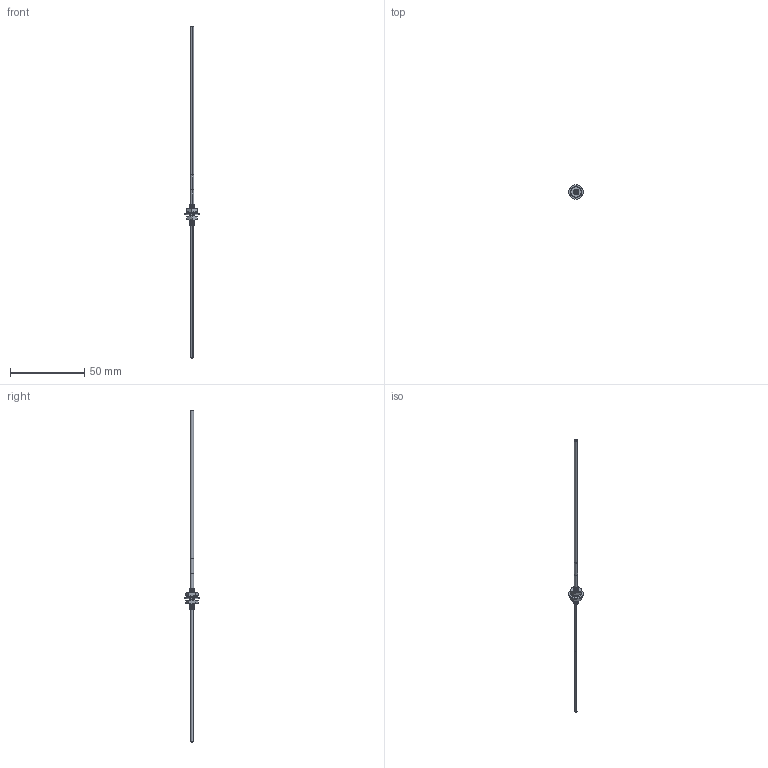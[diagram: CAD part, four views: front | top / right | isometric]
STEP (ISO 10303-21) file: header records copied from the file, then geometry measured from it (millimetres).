
FILE_DESCRIPTION((''),'2;1');
FILE_NAME('166380_ASM','2016-04-05T',('PDMAdmin'),(''),'PRO/ENGINEER BY PARAMETRIC TECHNOLOGY CORPORATION, 2013230','PRO/ENGINEER BY PARAMETRIC TECHNOLOGY CORPORATION, 2013230','');
FILE_SCHEMA(('CONFIG_CONTROL_DESIGN'));
Length unit declared in the file: inch
Products named in the file (7): 13959; 51022; 13970; FIBER_CORE_1MM; 08394_M4_ITLW_NI; 08397_M4_X_0_7_HEX_JAM_NUT_NI; 166380_ASM
Assembly tree (7 placements, depth 2):
  166380_ASM
    13959
    51022
    13970
    FIBER_CORE_1MM
    08394_M4_ITLW_NI
    08397_M4_X_0_7_HEX_JAM_NUT_NI  x2
Bounding box: 10 x 10 x 222.97 mm (x, y, z)
Volume: 796.6 mm3; surface area: 3038.8 mm2
Topology: 7 solids, 8 shells, 261 faces, 639 edges, 391 vertices
Faces by surface type: cylinder 123, cone 76, plane 46, bspline 16
Entity records: 11687 total; most frequent: CARTESIAN_POINT 6558, ORIENTED_EDGE 1066, DIRECTION 1022, EDGE_CURVE 535, AXIS2_PLACEMENT_3D 402, VERTEX_POINT 335, VECTOR 218, LINE 218
